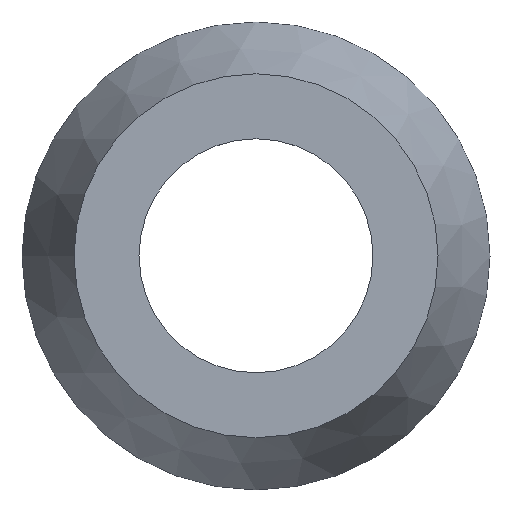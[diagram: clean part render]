
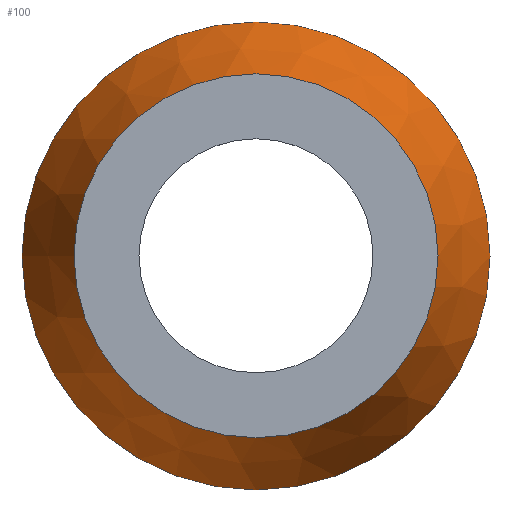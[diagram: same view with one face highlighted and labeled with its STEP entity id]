
A CAD part, top view. The second image highlights one B-rep face of the part: STEP entity #100.
In plain terms, the highlighted conical face has half-angle 21.801 degrees and reference radius 8 mm.
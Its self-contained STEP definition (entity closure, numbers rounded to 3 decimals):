
#26=FACE_OUTER_BOUND('',#34,.T.);
#34=EDGE_LOOP('',(#83,#84,#85,#86));
#42=LINE('',#184,#46);
#46=VECTOR('',#154,8.);
#52=CIRCLE('',#126,7.);
#53=CIRCLE('',#127,9.);
#59=VERTEX_POINT('',#181);
#60=VERTEX_POINT('',#183);
#68=EDGE_CURVE('',#59,#59,#52,.T.);
#69=EDGE_CURVE('',#59,#60,#42,.T.);
#70=EDGE_CURVE('',#60,#60,#53,.T.);
#83=ORIENTED_EDGE('',*,*,#68,.T.);
#84=ORIENTED_EDGE('',*,*,#69,.T.);
#85=ORIENTED_EDGE('',*,*,#70,.T.);
#86=ORIENTED_EDGE('',*,*,#69,.F.);
#96=CONICAL_SURFACE('',#125,8.,0.381);
#100=ADVANCED_FACE('',(#26),#96,.T.);
#125=AXIS2_PLACEMENT_3D('',#180,#150,#151);
#126=AXIS2_PLACEMENT_3D('',#182,#152,#153);
#127=AXIS2_PLACEMENT_3D('',#185,#155,#156);
#150=DIRECTION('center_axis',(0.,0.,-1.));
#151=DIRECTION('ref_axis',(1.,0.,0.));
#152=DIRECTION('center_axis',(0.,0.,-1.));
#153=DIRECTION('ref_axis',(1.,0.,0.));
#154=DIRECTION('',(-0.371,0.,-0.928));
#155=DIRECTION('center_axis',(0.,0.,1.));
#156=DIRECTION('ref_axis',(1.,0.,0.));
#180=CARTESIAN_POINT('Origin',(0.,0.,10.5));
#181=CARTESIAN_POINT('',(-7.,0.,13.));
#182=CARTESIAN_POINT('Origin',(0.,0.,13.));
#183=CARTESIAN_POINT('',(-9.,0.,8.));
#184=CARTESIAN_POINT('',(-8.,0.,10.5));
#185=CARTESIAN_POINT('Origin',(0.,0.,8.));
